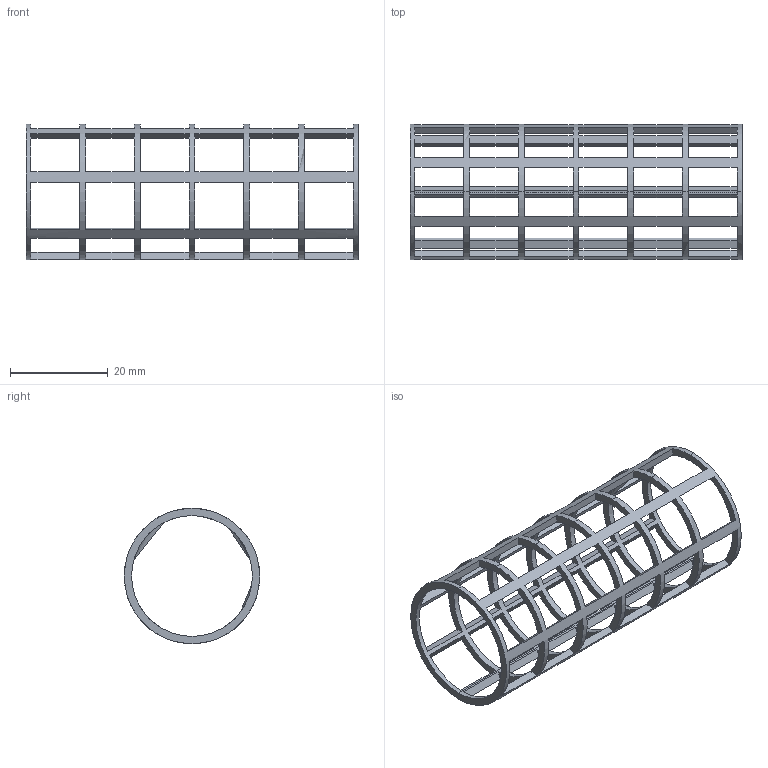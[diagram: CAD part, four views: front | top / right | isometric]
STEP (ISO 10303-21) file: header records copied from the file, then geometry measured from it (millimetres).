
FILE_DESCRIPTION (( 'STEP AP203' ), '1' );
FILE_NAME ('3D-M7011_DN20_174701020.STEP', '2024-09-21T07:55:51', ( '' ), ( '' ), 'SwSTEP 2.0', 'SolidWorks 2024', '' );
FILE_SCHEMA (( 'CONFIG_CONTROL_DESIGN' ));
Length unit declared in the file: millimetre
Products named in the file (1): 3D-M7011_DN20_174701020
Bounding box: 68 x 27.75 x 27.75 mm (x, y, z)
Volume: 1947.7 mm3; surface area: 5498.6 mm2
Topology: 1 solids, 1 shells, 174 faces, 552 edges, 368 vertices
Faces by surface type: plane 170, cylinder 4
Entity records: 6425 total; most frequent: ORIENTED_EDGE 1104, DIRECTION 1102, CARTESIAN_POINT 1095, EDGE_CURVE 552, AXIS2_PLACEMENT_3D 375, VERTEX_POINT 368, VECTOR 352, LINE 352
